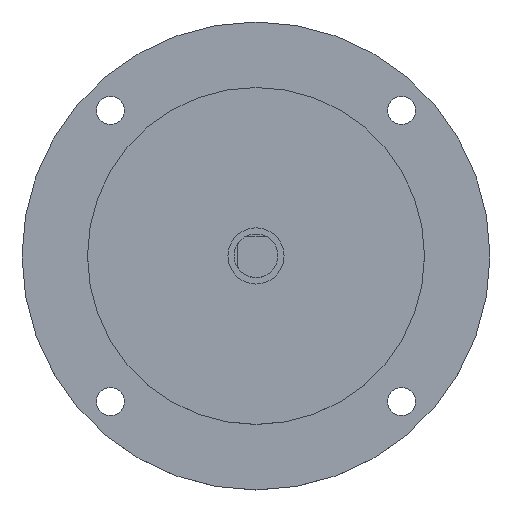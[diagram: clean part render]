
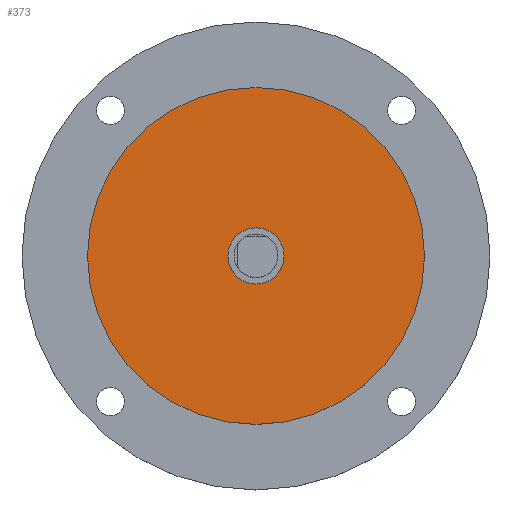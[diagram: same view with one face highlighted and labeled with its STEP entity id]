
A CAD part, top view. The second image highlights one B-rep face of the part: STEP entity #373.
In plain terms, the highlighted planar face has unit normal (0, 0, 1).
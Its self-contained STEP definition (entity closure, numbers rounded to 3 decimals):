
#28 = EDGE_CURVE ( 'NONE', #29, #30, #255, .T. ) ;
#29 = VERTEX_POINT ( 'NONE', #250 ) ;
#30 = VERTEX_POINT ( 'NONE', #249 ) ;
#38 = VERTEX_POINT ( 'NONE', #300 ) ;
#131 = VERTEX_POINT ( 'NONE', #564 ) ;
#141 = EDGE_CURVE ( 'NONE', #38, #131, #607, .T. ) ;
#202 = ORIENTED_EDGE ( 'NONE', *, *, #141, .F. ) ;
#249 = CARTESIAN_POINT ( 'NONE',  ( -27., 0., 38.2 ) ) ;
#250 = CARTESIAN_POINT ( 'NONE',  ( 27., 0., 38.2 ) ) ;
#251 = DIRECTION ( 'NONE',  ( 1., 0., 0. ) ) ;
#252 = DIRECTION ( 'NONE',  ( 0., 0., 1. ) ) ;
#253 = CARTESIAN_POINT ( 'NONE',  ( 0., 0., 38.2 ) ) ;
#254 = AXIS2_PLACEMENT_3D ( 'NONE', #253, #252, #251 ) ;
#255 = CIRCLE ( 'NONE', #254, 27. ) ;
#264 = ORIENTED_EDGE ( 'NONE', *, *, #393, .T. ) ;
#265 = EDGE_LOOP ( 'NONE', ( #400, #202 ) ) ;
#300 = CARTESIAN_POINT ( 'NONE',  ( 4.5, 0., 38.2 ) ) ;
#358 = EDGE_LOOP ( 'NONE', ( #264, #402 ) ) ;
#373 = ADVANCED_FACE ( 'NONE', ( #830, #829 ), #828, .T. ) ;
#393 = EDGE_CURVE ( 'NONE', #30, #29, #995, .T. ) ;
#400 = ORIENTED_EDGE ( 'NONE', *, *, #422, .F. ) ;
#402 = ORIENTED_EDGE ( 'NONE', *, *, #28, .T. ) ;
#422 = EDGE_CURVE ( 'NONE', #131, #38, #913, .T. ) ;
#564 = CARTESIAN_POINT ( 'NONE',  ( -4.5, 0., 38.2 ) ) ;
#603 = DIRECTION ( 'NONE',  ( 1., 0., 0. ) ) ;
#604 = DIRECTION ( 'NONE',  ( 0., 0., 1. ) ) ;
#605 = CARTESIAN_POINT ( 'NONE',  ( 0., 0., 38.2 ) ) ;
#606 = AXIS2_PLACEMENT_3D ( 'NONE', #605, #604, #603 ) ;
#607 = CIRCLE ( 'NONE', #606, 4.5 ) ;
#823 = DIRECTION ( 'NONE',  ( 1., 0., 0. ) ) ;
#824 = DIRECTION ( 'NONE',  ( 0., 0., 1. ) ) ;
#825 = CARTESIAN_POINT ( 'NONE',  ( 0., 0., 38.2 ) ) ;
#827 = AXIS2_PLACEMENT_3D ( 'NONE', #825, #824, #823 ) ;
#828 = PLANE ( 'NONE',  #827 ) ;
#829 = FACE_BOUND ( 'NONE', #265, .T. ) ;
#830 = FACE_OUTER_BOUND ( 'NONE', #358, .T. ) ;
#909 = DIRECTION ( 'NONE',  ( 1., 0., 0. ) ) ;
#910 = DIRECTION ( 'NONE',  ( 0., 0., 1. ) ) ;
#911 = CARTESIAN_POINT ( 'NONE',  ( 0., 0., 38.2 ) ) ;
#912 = AXIS2_PLACEMENT_3D ( 'NONE', #911, #910, #909 ) ;
#913 = CIRCLE ( 'NONE', #912, 4.5 ) ;
#995 = CIRCLE ( 'NONE', #1021, 27. ) ;
#1018 = DIRECTION ( 'NONE',  ( 1., 0., 0. ) ) ;
#1019 = DIRECTION ( 'NONE',  ( 0., 0., 1. ) ) ;
#1020 = CARTESIAN_POINT ( 'NONE',  ( 0., 0., 38.2 ) ) ;
#1021 = AXIS2_PLACEMENT_3D ( 'NONE', #1020, #1019, #1018 ) ;
